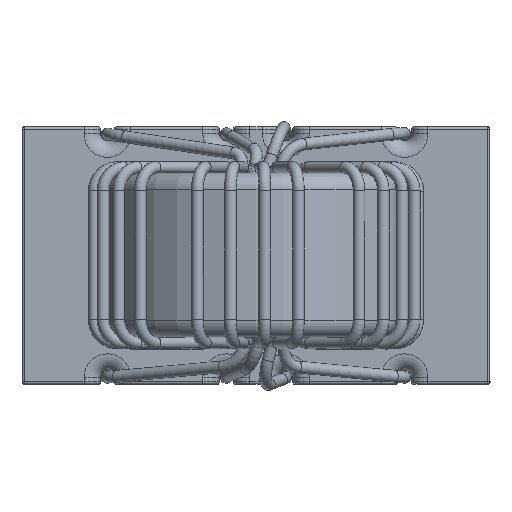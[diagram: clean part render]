
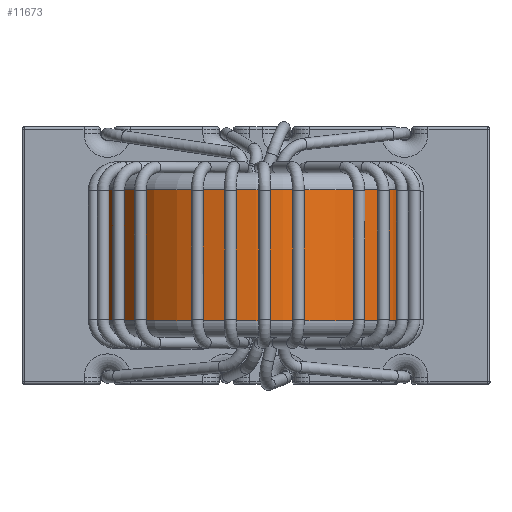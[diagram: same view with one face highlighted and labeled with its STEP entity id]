
A CAD part, top view. The second image highlights one B-rep face of the part: STEP entity #11673.
In plain terms, the highlighted cylindrical face has radius 6.75 mm (diameter 13.5 mm), a full revolution.
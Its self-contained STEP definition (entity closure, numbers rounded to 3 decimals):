
#92=FACE_BOUND('',#1727,.T.);
#113=B_SPLINE_CURVE_WITH_KNOTS('',3,(#19217,#19218,#19219,#19220,#19221,
#19222,#19223,#19224,#19225,#19226),.UNSPECIFIED.,.F.,.F.,(4,2,2,2,4),(0.165,
0.184,0.203,0.226,0.249),
 .UNSPECIFIED.);
#114=B_SPLINE_CURVE_WITH_KNOTS('',3,(#19229,#19230,#19231,#19232,#19233,
#19234,#19235,#19236,#19237,#19238),.UNSPECIFIED.,.F.,.F.,(4,2,2,2,4),(0.082,
0.105,0.128,0.147,0.165),
 .UNSPECIFIED.);
#115=B_SPLINE_CURVE_WITH_KNOTS('',3,(#19240,#19241,#19242,#19243,#19244,
#19245,#19246,#19247,#19248,#19249),.UNSPECIFIED.,.F.,.F.,(4,2,2,2,4),(0.,
0.019,0.038,0.061,0.084),
 .UNSPECIFIED.);
#116=B_SPLINE_CURVE_WITH_KNOTS('',3,(#19252,#19253,#19254,#19255,#19256,
#19257,#19258,#19259,#19260,#19261),.UNSPECIFIED.,.F.,.F.,(4,2,2,2,4),(-0.084,
-0.061,-0.038,-0.019,0.),
 .UNSPECIFIED.);
#972=FACE_OUTER_BOUND('',#1726,.T.);
#1726=EDGE_LOOP('',(#8705,#8706,#8707,#8708,#8709,#8710));
#1727=EDGE_LOOP('',(#8711,#8712,#8713,#8714,#8715,#8716,#8717,#8718));
#2424=LINE('',#19212,#3078);
#2425=LINE('',#19228,#3079);
#2426=LINE('',#19251,#3080);
#3078=VECTOR('',#15434,6.75);
#3079=VECTOR('',#15439,10.);
#3080=VECTOR('',#15440,10.);
#4011=CIRCLE('',#12867,6.75);
#4027=CIRCLE('',#12898,6.75);
#4043=CIRCLE('',#12934,6.75);
#4044=CIRCLE('',#12935,6.75);
#4045=CIRCLE('',#12936,6.75);
#4046=CIRCLE('',#12937,6.75);
#4920=VERTEX_POINT('',#19028);
#4921=VERTEX_POINT('',#19030);
#4941=VERTEX_POINT('',#19101);
#4942=VERTEX_POINT('',#19103);
#4960=VERTEX_POINT('',#19207);
#4961=VERTEX_POINT('',#19208);
#4962=VERTEX_POINT('',#19211);
#4963=VERTEX_POINT('',#19213);
#4964=VERTEX_POINT('',#19216);
#4965=VERTEX_POINT('',#19227);
#4966=VERTEX_POINT('',#19239);
#4967=VERTEX_POINT('',#19250);
#6234=EDGE_CURVE('',#4920,#4921,#4011,.T.);
#6271=EDGE_CURVE('',#4941,#4942,#4027,.T.);
#6307=EDGE_CURVE('',#4960,#4961,#4043,.T.);
#6308=EDGE_CURVE('',#4961,#4960,#4044,.T.);
#6309=EDGE_CURVE('',#4961,#4962,#2424,.T.);
#6310=EDGE_CURVE('',#4962,#4963,#4045,.T.);
#6311=EDGE_CURVE('',#4963,#4962,#4046,.T.);
#6312=EDGE_CURVE('',#4964,#4920,#113,.T.);
#6313=EDGE_CURVE('',#4965,#4964,#2425,.T.);
#6314=EDGE_CURVE('',#4942,#4965,#114,.T.);
#6315=EDGE_CURVE('',#4966,#4941,#115,.T.);
#6316=EDGE_CURVE('',#4967,#4966,#2426,.T.);
#6317=EDGE_CURVE('',#4921,#4967,#116,.T.);
#8705=ORIENTED_EDGE('',*,*,#6307,.F.);
#8706=ORIENTED_EDGE('',*,*,#6308,.F.);
#8707=ORIENTED_EDGE('',*,*,#6309,.T.);
#8708=ORIENTED_EDGE('',*,*,#6310,.T.);
#8709=ORIENTED_EDGE('',*,*,#6311,.T.);
#8710=ORIENTED_EDGE('',*,*,#6309,.F.);
#8711=ORIENTED_EDGE('',*,*,#6312,.F.);
#8712=ORIENTED_EDGE('',*,*,#6313,.F.);
#8713=ORIENTED_EDGE('',*,*,#6314,.F.);
#8714=ORIENTED_EDGE('',*,*,#6271,.F.);
#8715=ORIENTED_EDGE('',*,*,#6315,.F.);
#8716=ORIENTED_EDGE('',*,*,#6316,.F.);
#8717=ORIENTED_EDGE('',*,*,#6317,.F.);
#8718=ORIENTED_EDGE('',*,*,#6234,.F.);
#11277=CYLINDRICAL_SURFACE('',#12933,6.75);
#11673=ADVANCED_FACE('',(#972,#92),#11277,.T.);
#12867=AXIS2_PLACEMENT_3D('',#19031,#15256,#15257);
#12898=AXIS2_PLACEMENT_3D('',#19104,#15339,#15340);
#12933=AXIS2_PLACEMENT_3D('',#19206,#15428,#15429);
#12934=AXIS2_PLACEMENT_3D('',#19209,#15430,#15431);
#12935=AXIS2_PLACEMENT_3D('',#19210,#15432,#15433);
#12936=AXIS2_PLACEMENT_3D('',#19214,#15435,#15436);
#12937=AXIS2_PLACEMENT_3D('',#19215,#15437,#15438);
#15256=DIRECTION('center_axis',(0.,-1.,0.));
#15257=DIRECTION('ref_axis',(-1.,0.,0.));
#15339=DIRECTION('center_axis',(0.,1.,0.));
#15340=DIRECTION('ref_axis',(-1.,0.,0.));
#15428=DIRECTION('center_axis',(0.,1.,0.));
#15429=DIRECTION('ref_axis',(-1.,0.,0.));
#15430=DIRECTION('center_axis',(0.,1.,0.));
#15431=DIRECTION('ref_axis',(1.,0.,0.));
#15432=DIRECTION('center_axis',(0.,1.,0.));
#15433=DIRECTION('ref_axis',(1.,0.,0.));
#15434=DIRECTION('',(0.,-1.,0.));
#15435=DIRECTION('center_axis',(0.,1.,0.));
#15436=DIRECTION('ref_axis',(1.,0.,0.));
#15437=DIRECTION('center_axis',(0.,1.,0.));
#15438=DIRECTION('ref_axis',(1.,0.,0.));
#15439=DIRECTION('',(0.,1.,0.));
#15440=DIRECTION('',(0.,-1.,0.));
#19028=CARTESIAN_POINT('',(-3.65,1.125,6.122));
#19030=CARTESIAN_POINT('',(3.65,1.125,6.122));
#19031=CARTESIAN_POINT('Origin',(0.,1.125,11.8));
#19101=CARTESIAN_POINT('',(3.65,-1.125,6.122));
#19103=CARTESIAN_POINT('',(-3.65,-1.125,6.122));
#19104=CARTESIAN_POINT('Origin',(0.,-1.125,11.8));
#19206=CARTESIAN_POINT('Origin',(0.,0.,11.8));
#19207=CARTESIAN_POINT('',(0.,2.8,5.05));
#19208=CARTESIAN_POINT('',(6.75,2.8,11.8));
#19209=CARTESIAN_POINT('Origin',(0.,2.8,11.8));
#19210=CARTESIAN_POINT('Origin',(0.,2.8,11.8));
#19211=CARTESIAN_POINT('',(6.75,-2.8,11.8));
#19212=CARTESIAN_POINT('',(6.75,0.,11.8));
#19213=CARTESIAN_POINT('',(0.,-2.8,5.05));
#19214=CARTESIAN_POINT('Origin',(0.,-2.8,11.8));
#19215=CARTESIAN_POINT('Origin',(0.,-2.8,11.8));
#19216=CARTESIAN_POINT('',(-4.15,0.625,6.476));
#19217=CARTESIAN_POINT('Ctrl Pts',(-4.15,0.625,6.476));
#19218=CARTESIAN_POINT('Ctrl Pts',(-4.15,0.688,
6.476));
#19219=CARTESIAN_POINT('Ctrl Pts',(-4.137,0.753,
6.467));
#19220=CARTESIAN_POINT('Ctrl Pts',(-4.09,0.871,6.43));
#19221=CARTESIAN_POINT('Ctrl Pts',(-4.055,0.923,
6.404));
#19222=CARTESIAN_POINT('Ctrl Pts',(-3.97,1.015,6.341));
#19223=CARTESIAN_POINT('Ctrl Pts',(-3.912,1.057,6.298));
#19224=CARTESIAN_POINT('Ctrl Pts',(-3.784,1.112,6.21));
#19225=CARTESIAN_POINT('Ctrl Pts',(-3.715,1.125,6.164));
#19226=CARTESIAN_POINT('Ctrl Pts',(-3.65,1.125,6.122));
#19227=CARTESIAN_POINT('',(-4.15,-0.625,6.476));
#19228=CARTESIAN_POINT('',(-4.15,0.,6.476));
#19229=CARTESIAN_POINT('Ctrl Pts',(-3.65,-1.125,
6.122));
#19230=CARTESIAN_POINT('Ctrl Pts',(-3.715,-1.125,
6.164));
#19231=CARTESIAN_POINT('Ctrl Pts',(-3.784,-1.112,
6.21));
#19232=CARTESIAN_POINT('Ctrl Pts',(-3.912,-1.057,
6.298));
#19233=CARTESIAN_POINT('Ctrl Pts',(-3.97,-1.015,6.341));
#19234=CARTESIAN_POINT('Ctrl Pts',(-4.055,-0.923,
6.404));
#19235=CARTESIAN_POINT('Ctrl Pts',(-4.09,-0.871,
6.43));
#19236=CARTESIAN_POINT('Ctrl Pts',(-4.137,-0.753,
6.467));
#19237=CARTESIAN_POINT('Ctrl Pts',(-4.15,-0.688,
6.476));
#19238=CARTESIAN_POINT('Ctrl Pts',(-4.15,-0.625,
6.476));
#19239=CARTESIAN_POINT('',(4.15,-0.625,6.476));
#19240=CARTESIAN_POINT('Ctrl Pts',(4.15,-0.625,6.476));
#19241=CARTESIAN_POINT('Ctrl Pts',(4.15,-0.688,
6.476));
#19242=CARTESIAN_POINT('Ctrl Pts',(4.137,-0.753,
6.467));
#19243=CARTESIAN_POINT('Ctrl Pts',(4.09,-0.871,
6.43));
#19244=CARTESIAN_POINT('Ctrl Pts',(4.055,-0.923,6.404));
#19245=CARTESIAN_POINT('Ctrl Pts',(3.97,-1.015,6.341));
#19246=CARTESIAN_POINT('Ctrl Pts',(3.912,-1.057,6.298));
#19247=CARTESIAN_POINT('Ctrl Pts',(3.784,-1.112,6.21));
#19248=CARTESIAN_POINT('Ctrl Pts',(3.715,-1.125,6.164));
#19249=CARTESIAN_POINT('Ctrl Pts',(3.65,-1.125,6.122));
#19250=CARTESIAN_POINT('',(4.15,0.625,6.476));
#19251=CARTESIAN_POINT('',(4.15,0.,6.476));
#19252=CARTESIAN_POINT('Ctrl Pts',(3.65,1.125,6.122));
#19253=CARTESIAN_POINT('Ctrl Pts',(3.715,1.125,6.164));
#19254=CARTESIAN_POINT('Ctrl Pts',(3.784,1.112,6.21));
#19255=CARTESIAN_POINT('Ctrl Pts',(3.912,1.057,6.298));
#19256=CARTESIAN_POINT('Ctrl Pts',(3.97,1.015,6.341));
#19257=CARTESIAN_POINT('Ctrl Pts',(4.055,0.923,6.404));
#19258=CARTESIAN_POINT('Ctrl Pts',(4.09,0.871,6.43));
#19259=CARTESIAN_POINT('Ctrl Pts',(4.137,0.753,6.467));
#19260=CARTESIAN_POINT('Ctrl Pts',(4.15,0.688,6.476));
#19261=CARTESIAN_POINT('Ctrl Pts',(4.15,0.625,6.476));
